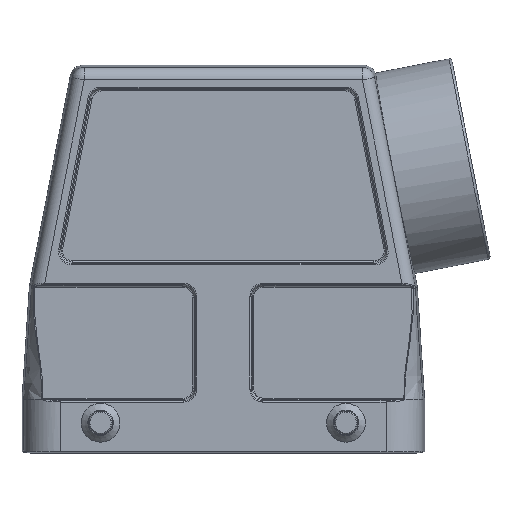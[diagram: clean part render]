
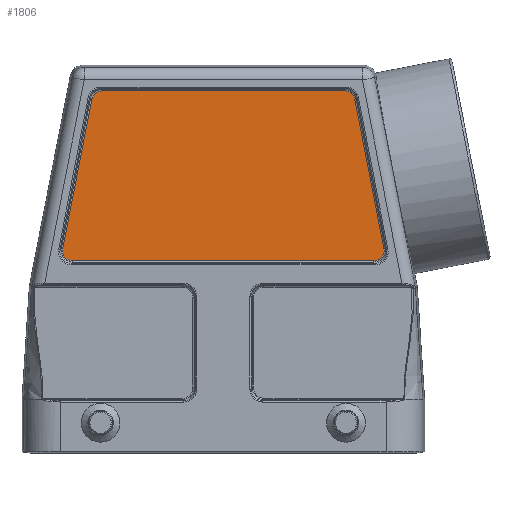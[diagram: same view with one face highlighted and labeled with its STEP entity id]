
A CAD part, front view. The second image highlights one B-rep face of the part: STEP entity #1806.
In plain terms, the highlighted planar face has unit normal (0, -1, 0).
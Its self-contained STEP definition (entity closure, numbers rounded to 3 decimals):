
#1731=CARTESIAN_POINT('',(0.0,-27.0,0.0));
#1732=DIRECTION('',(0.0,-1.0,0.0));
#1733=DIRECTION('',(0.0,0.0,-1.0));
#1734=AXIS2_PLACEMENT_3D('',#1731,#1732,#1733);
#1735=PLANE('',#1734);
#1736=CARTESIAN_POINT('',(24.754,-27.0,63.04));
#1737=VERTEX_POINT('',#1736);
#1738=CARTESIAN_POINT('',(-24.754,-27.0,63.04));
#1739=VERTEX_POINT('',#1738);
#1740=CARTESIAN_POINT('',(24.754,-27.0,63.04));
#1741=DIRECTION('',(-1.0,0.0,0.0));
#1742=VECTOR('',#1741,49.508);
#1743=LINE('',#1740,#1742);
#1744=EDGE_CURVE('',#1737,#1739,#1743,.T.);
#1745=ORIENTED_EDGE('',*,*,#1744,.T.);
#1746=CARTESIAN_POINT('',(-26.783,-27.0,61.367));
#1747=VERTEX_POINT('',#1746);
#1748=CARTESIAN_POINT('',(-24.528,-27.0,60.699));
#1749=DIRECTION('',(0.0,-1.0,0.0));
#1750=DIRECTION('',(0.636,0.0,-0.772));
#1751=AXIS2_PLACEMENT_3D('',#1748,#1749,#1750);
#1752=ELLIPSE('',#1751,2.432,2.2);
#1753=EDGE_CURVE('',#1739,#1747,#1752,.T.);
#1754=ORIENTED_EDGE('',*,*,#1753,.T.);
#1755=CARTESIAN_POINT('',(-32.701,-27.0,30.922));
#1756=VERTEX_POINT('',#1755);
#1757=CARTESIAN_POINT('',(-26.783,-27.0,61.367));
#1758=DIRECTION('',(-0.191,0.0,-0.982));
#1759=VECTOR('',#1758,31.015);
#1760=LINE('',#1757,#1759);
#1761=EDGE_CURVE('',#1747,#1756,#1760,.T.);
#1762=ORIENTED_EDGE('',*,*,#1761,.T.);
#1763=CARTESIAN_POINT('',(-30.672,-27.0,28.46));
#1764=VERTEX_POINT('',#1763);
#1765=CARTESIAN_POINT('',(-30.34,-27.0,30.801));
#1766=DIRECTION('',(0.0,-1.0,0.0));
#1767=DIRECTION('',(0.772,0.0,0.636));
#1768=AXIS2_PLACEMENT_3D('',#1765,#1766,#1767);
#1769=ELLIPSE('',#1768,2.535,2.2);
#1770=EDGE_CURVE('',#1756,#1764,#1769,.T.);
#1771=ORIENTED_EDGE('',*,*,#1770,.T.);
#1772=CARTESIAN_POINT('',(30.672,-27.0,28.46));
#1773=VERTEX_POINT('',#1772);
#1774=CARTESIAN_POINT('',(-30.672,-27.0,28.46));
#1775=DIRECTION('',(1.0,0.0,0.0));
#1776=VECTOR('',#1775,61.344);
#1777=LINE('',#1774,#1776);
#1778=EDGE_CURVE('',#1764,#1773,#1777,.T.);
#1779=ORIENTED_EDGE('',*,*,#1778,.T.);
#1780=CARTESIAN_POINT('',(32.701,-27.0,30.922));
#1781=VERTEX_POINT('',#1780);
#1782=CARTESIAN_POINT('',(30.34,-27.0,30.801));
#1783=DIRECTION('',(0.0,-1.0,0.0));
#1784=DIRECTION('',(-0.772,0.0,0.636));
#1785=AXIS2_PLACEMENT_3D('',#1782,#1783,#1784);
#1786=ELLIPSE('',#1785,2.535,2.2);
#1787=EDGE_CURVE('',#1773,#1781,#1786,.T.);
#1788=ORIENTED_EDGE('',*,*,#1787,.T.);
#1789=CARTESIAN_POINT('',(26.783,-27.0,61.367));
#1790=VERTEX_POINT('',#1789);
#1791=CARTESIAN_POINT('',(32.701,-27.0,30.922));
#1792=DIRECTION('',(-0.191,0.0,0.982));
#1793=VECTOR('',#1792,31.015);
#1794=LINE('',#1791,#1793);
#1795=EDGE_CURVE('',#1781,#1790,#1794,.T.);
#1796=ORIENTED_EDGE('',*,*,#1795,.T.);
#1797=CARTESIAN_POINT('',(24.528,-27.0,60.699));
#1798=DIRECTION('',(0.0,-1.0,0.0));
#1799=DIRECTION('',(-0.636,0.0,-0.772));
#1800=AXIS2_PLACEMENT_3D('',#1797,#1798,#1799);
#1801=ELLIPSE('',#1800,2.432,2.2);
#1802=EDGE_CURVE('',#1790,#1737,#1801,.T.);
#1803=ORIENTED_EDGE('',*,*,#1802,.T.);
#1804=EDGE_LOOP('',(#1745,#1754,#1762,#1771,#1779,#1788,#1796,#1803));
#1805=FACE_OUTER_BOUND('',#1804,.T.);
#1806=ADVANCED_FACE('',(#1805),#1735,.T.);
